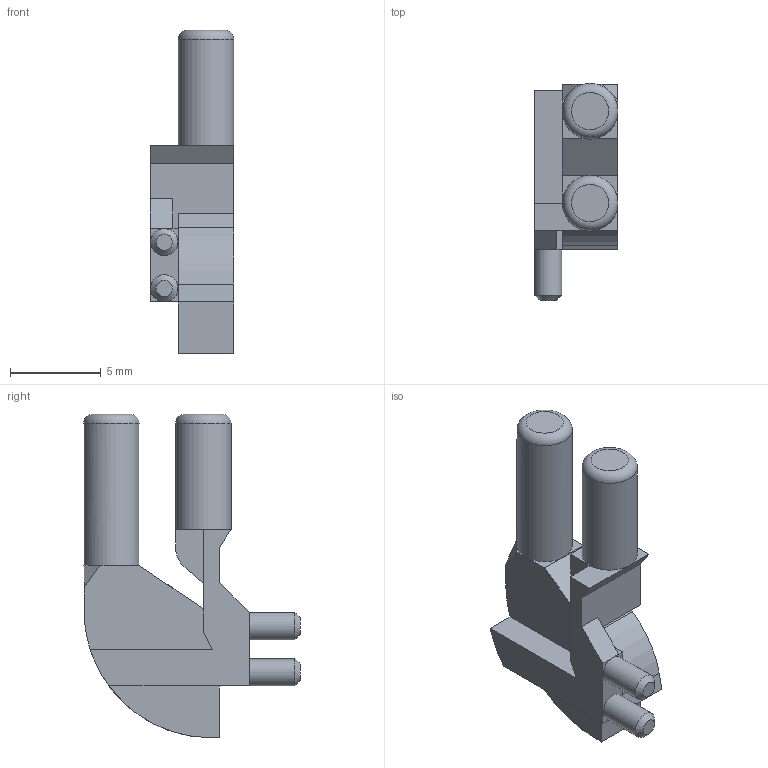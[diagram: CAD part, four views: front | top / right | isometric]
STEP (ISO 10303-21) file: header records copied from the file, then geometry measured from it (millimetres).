
FILE_DESCRIPTION(('FreeCAD Model'),'2;1');
FILE_NAME('Open CASCADE Shape Model','2023-01-10T09:13:11',( 'kicad StepUp'),('ksu MCAD'),'Open CASCADE STEP processor 7.6', 'FreeCAD','Unknown');
FILE_SCHEMA(('AP242_MANAGED_MODEL_BASED_3D_ENGINEERING_MIM_LF. {1 0 10303 442 1 1 4 }'));
Length unit declared in the file: millimetre
Products named in the file (1): 515-1094F001
Bounding box: 4.6 x 11.93 x 17.8 mm (x, y, z)
Volume: 353 mm3; surface area: 482 mm2
Topology: 1 solids, 1 shells, 53 faces, 131 edges, 80 vertices
Faces by surface type: plane 42, cylinder 7, torus 2, cone 2
Full cylindrical faces by diameter (mm): 1.5 x2, 3.05 x2
Entity records: 1578 total; most frequent: DIRECTION 276, CARTESIAN_POINT 267, ORIENTED_EDGE 262, EDGE_CURVE 131, LINE 94, VECTOR 94, AXIS2_PLACEMENT_3D 91, VERTEX_POINT 82
